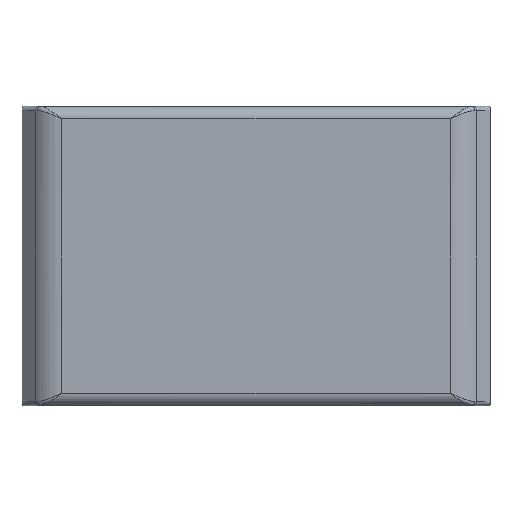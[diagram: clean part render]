
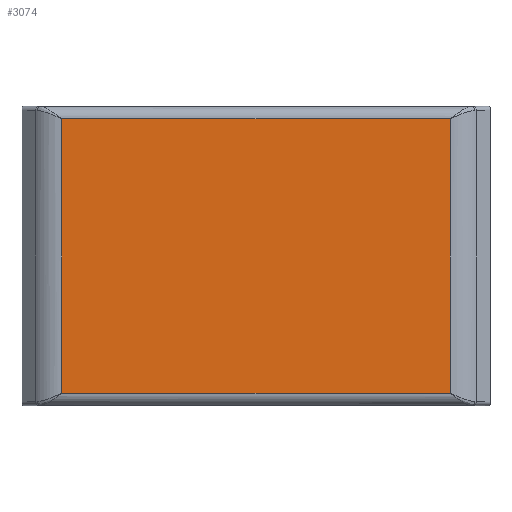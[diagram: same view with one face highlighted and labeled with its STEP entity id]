
A CAD part, front view. The second image highlights one B-rep face of the part: STEP entity #3074.
In plain terms, the highlighted planar face has unit normal (0, -1, 0).
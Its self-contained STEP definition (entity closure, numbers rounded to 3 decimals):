
#171 = ORIENTED_EDGE ( 'NONE', *, *, #988, .F. ) ;
#988 = EDGE_CURVE ( 'NONE', #12821, #10842, #2325, .T. ) ;
#1220 = CARTESIAN_POINT ( 'NONE',  ( -51.5, -6.5, -33.738 ) ) ;
#1372 = ORIENTED_EDGE ( 'NONE', *, *, #5748, .F. ) ;
#1427 = ORIENTED_EDGE ( 'NONE', *, *, #13014, .F. ) ;
#1466 = DIRECTION ( 'NONE',  ( -1., 0., 0. ) ) ;
#1566 = VECTOR ( 'NONE', #12383, 1000. ) ;
#1929 = DIRECTION ( 'NONE',  ( 0., 0., 1. ) ) ;
#2286 = CARTESIAN_POINT ( 'NONE',  ( -47.772, -6.5, 36.8 ) ) ;
#2325 = LINE ( 'NONE', #7893, #1566 ) ;
#3074 = ADVANCED_FACE ( 'NONE', ( #5520 ), #5457, .F. ) ;
#3637 = CARTESIAN_POINT ( 'NONE',  ( 47.772, -6.5, -33.738 ) ) ;
#3766 = LINE ( 'NONE', #5120, #6648 ) ;
#3909 = CARTESIAN_POINT ( 'NONE',  ( 47.772, -6.5, 33.738 ) ) ;
#4688 = DIRECTION ( 'NONE',  ( 0., 0., 1. ) ) ;
#4705 = DIRECTION ( 'NONE',  ( 0., 1., 0. ) ) ;
#4816 = CARTESIAN_POINT ( 'NONE',  ( -51.5, -6.5, 36.8 ) ) ;
#5050 = ORIENTED_EDGE ( 'NONE', *, *, #6987, .F. ) ;
#5120 = CARTESIAN_POINT ( 'NONE',  ( -51.5, -6.5, 33.738 ) ) ;
#5202 = DIRECTION ( 'NONE',  ( 1., 0., 0. ) ) ;
#5249 = VERTEX_POINT ( 'NONE', #7659 ) ;
#5457 = PLANE ( 'NONE',  #6219 ) ;
#5520 = FACE_OUTER_BOUND ( 'NONE', #12285, .T. ) ;
#5748 = EDGE_CURVE ( 'NONE', #10842, #12644, #7469, .T. ) ;
#6219 = AXIS2_PLACEMENT_3D ( 'NONE', #4816, #4705, #4688 ) ;
#6367 = CARTESIAN_POINT ( 'NONE',  ( -47.772, -6.5, -33.738 ) ) ;
#6648 = VECTOR ( 'NONE', #5202, 1000. ) ;
#6987 = EDGE_CURVE ( 'NONE', #5249, #12821, #3766, .T. ) ;
#7469 = LINE ( 'NONE', #1220, #7571 ) ;
#7571 = VECTOR ( 'NONE', #1466, 1000. ) ;
#7582 = VECTOR ( 'NONE', #1929, 1000. ) ;
#7659 = CARTESIAN_POINT ( 'NONE',  ( -47.772, -6.5, 33.738 ) ) ;
#7893 = CARTESIAN_POINT ( 'NONE',  ( 47.772, -6.5, 36.8 ) ) ;
#10842 = VERTEX_POINT ( 'NONE', #3637 ) ;
#12285 = EDGE_LOOP ( 'NONE', ( #5050, #1427, #1372, #171 ) ) ;
#12383 = DIRECTION ( 'NONE',  ( 0., 0., -1. ) ) ;
#12644 = VERTEX_POINT ( 'NONE', #6367 ) ;
#12787 = LINE ( 'NONE', #2286, #7582 ) ;
#12821 = VERTEX_POINT ( 'NONE', #3909 ) ;
#13014 = EDGE_CURVE ( 'NONE', #12644, #5249, #12787, .T. ) ;
